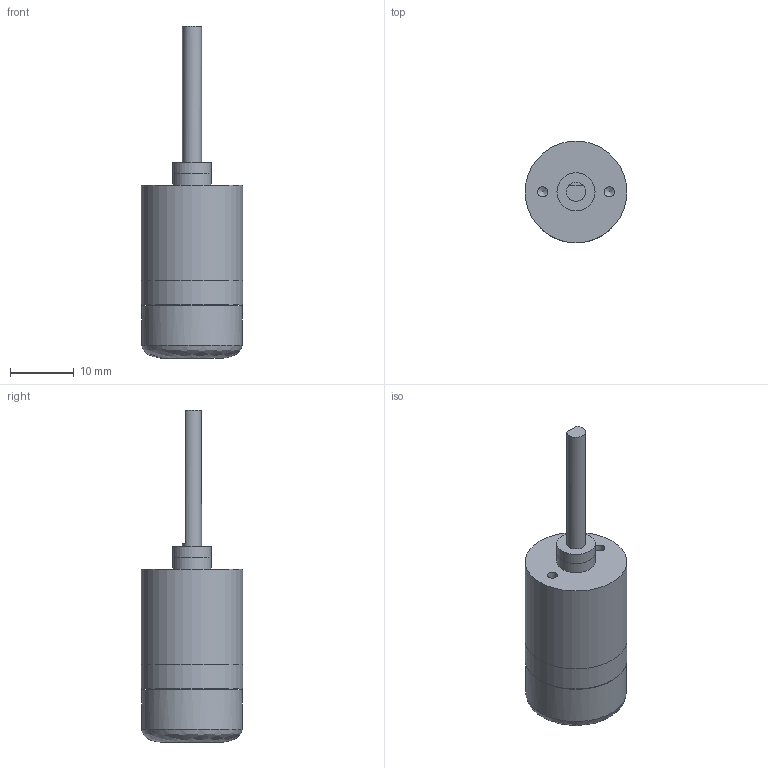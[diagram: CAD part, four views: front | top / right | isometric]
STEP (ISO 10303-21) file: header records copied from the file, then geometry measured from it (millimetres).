
FILE_DESCRIPTION (( 'STEP AP203' ), '1' );
FILE_NAME ('Repeat Drive Mk3.STEP', '2023-05-26T20:09:36', ( '' ), ( '' ), 'SwSTEP 2.0', 'SolidWorks 2021', '' );
FILE_SCHEMA (( 'CONFIG_CONTROL_DESIGN' ));
Length unit declared in the file: millimetre
Products named in the file (1): Repeat Drive Mk3
Bounding box: 16 x 16 x 52.2 mm (x, y, z)
Volume: 5493.6 mm3; surface area: 3252 mm2
Topology: 3 solids, 3 shells, 25 faces, 41 edges, 26 vertices
Faces by surface type: plane 12, cylinder 10, cone 2, bspline 1
Full cylindrical faces by diameter (mm): 1.6 x2, 3 x1, 6 x2, 12 x1, 12.5 x1, 15.8 x1, 16 x2
Entity records: 743 total; most frequent: CARTESIAN_POINT 262, DIRECTION 92, ORIENTED_EDGE 50, AXIS2_PLACEMENT_3D 44, EDGE_LOOP 42, FACE_OUTER_BOUND 36, ADVANCED_FACE 25, EDGE_CURVE 25
